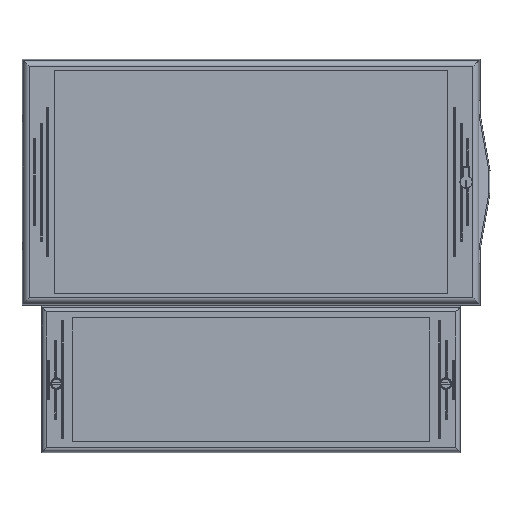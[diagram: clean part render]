
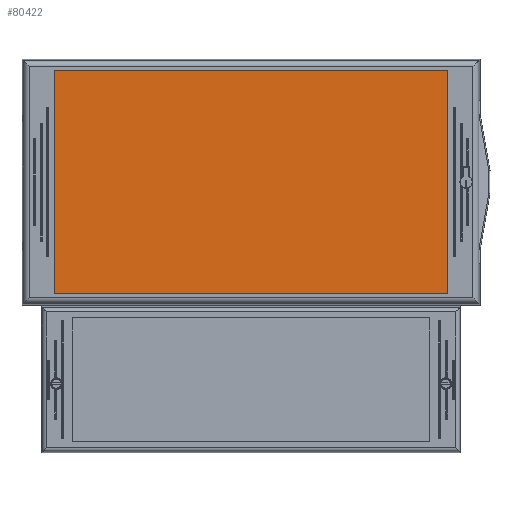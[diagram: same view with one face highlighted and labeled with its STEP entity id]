
A CAD part, top view. The second image highlights one B-rep face of the part: STEP entity #80422.
In plain terms, the highlighted planar face has unit normal (0, 0, 1).
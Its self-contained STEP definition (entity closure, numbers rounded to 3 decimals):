
#80320=CARTESIAN_POINT('',(-69.962,170.423,16.5));
#80321=VERTEX_POINT('',#80320);
#80322=CARTESIAN_POINT('',(-69.962,57.24,16.5));
#80323=VERTEX_POINT('',#80322);
#80324=CARTESIAN_POINT('',(-69.962,170.423,16.5));
#80325=DIRECTION('',(0.0,-1.0,0.0));
#80326=VECTOR('',#80325,113.183);
#80327=LINE('',#80324,#80326);
#80328=EDGE_CURVE('',#80321,#80323,#80327,.T.);
#80351=CARTESIAN_POINT('',(130.02,57.24,16.5));
#80352=VERTEX_POINT('',#80351);
#80353=CARTESIAN_POINT('',(-69.962,57.24,16.5));
#80354=DIRECTION('',(1.0,0.0,0.0));
#80355=VECTOR('',#80354,199.983);
#80356=LINE('',#80353,#80355);
#80357=EDGE_CURVE('',#80323,#80352,#80356,.T.);
#80375=CARTESIAN_POINT('',(130.02,170.423,16.5));
#80376=VERTEX_POINT('',#80375);
#80377=CARTESIAN_POINT('',(130.02,57.24,16.5));
#80378=DIRECTION('',(0.0,1.0,0.0));
#80379=VECTOR('',#80378,113.183);
#80380=LINE('',#80377,#80379);
#80381=EDGE_CURVE('',#80352,#80376,#80380,.T.);
#80399=CARTESIAN_POINT('',(130.02,170.423,16.5));
#80400=DIRECTION('',(-1.0,0.0,0.0));
#80401=VECTOR('',#80400,199.983);
#80402=LINE('',#80399,#80401);
#80403=EDGE_CURVE('',#80376,#80321,#80402,.T.);
#80411=CARTESIAN_POINT('',(30.029,113.832,16.5));
#80412=DIRECTION('',(0.0,0.0,1.0));
#80413=DIRECTION('',(1.0,0.0,0.0));
#80414=AXIS2_PLACEMENT_3D('',#80411,#80412,#80413);
#80415=PLANE('',#80414);
#80416=ORIENTED_EDGE('',*,*,#80328,.T.);
#80417=ORIENTED_EDGE('',*,*,#80357,.T.);
#80418=ORIENTED_EDGE('',*,*,#80381,.T.);
#80419=ORIENTED_EDGE('',*,*,#80403,.T.);
#80420=EDGE_LOOP('',(#80416,#80417,#80418,#80419));
#80421=FACE_OUTER_BOUND('',#80420,.T.);
#80422=ADVANCED_FACE('',(#80421),#80415,.T.);
